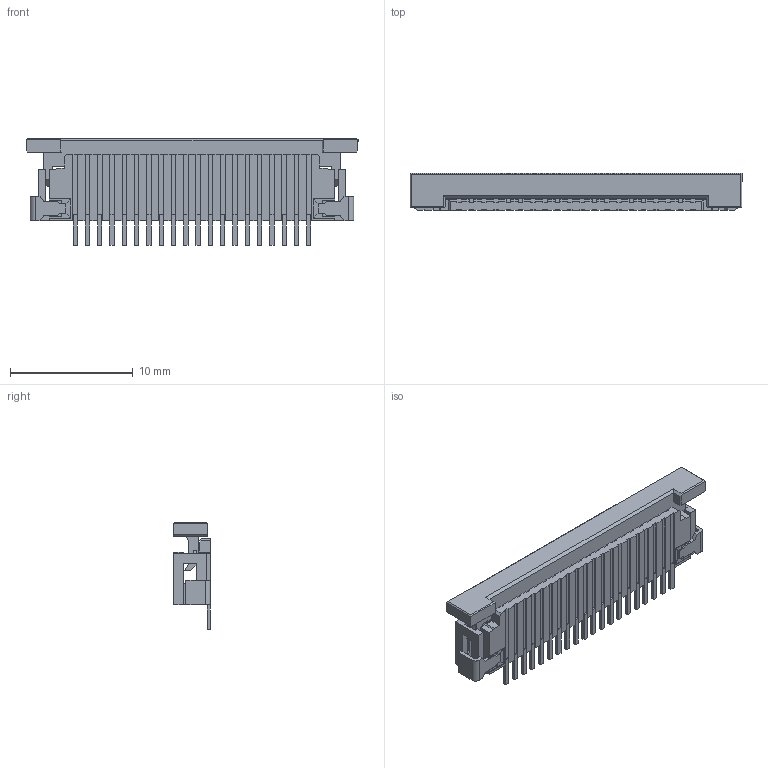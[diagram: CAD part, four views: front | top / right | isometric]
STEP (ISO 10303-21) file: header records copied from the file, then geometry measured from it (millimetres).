
FILE_DESCRIPTION (( 'STEP AP214' ), '1' );
FILE_NAME ('522712069.stp', '2011-10-02T20:13:56', ( 'maq1' ), ( '' ), 'SwSTEP 2.0', 'SolidWorks 2010', '' );
FILE_SCHEMA (( 'AUTOMOTIVE_DESIGN' ));
Length unit declared in the file: millimetre
Products named in the file (1): 522712069
Bounding box: 27 x 3 x 8.7 mm (x, y, z)
Volume: 307.4 mm3; surface area: 1227.5 mm2
Topology: 1 solids, 1 shells, 673 faces, 2217 edges, 1456 vertices
Faces by surface type: plane 665, cylinder 8
Entity records: 31360 total; most frequent: ORIENTED_EDGE 4434, CARTESIAN_POINT 4347, DIRECTION 3581, EDGE_CURVE 2217, VECTOR 2201, LINE 2201, VERTEX_POINT 1456, EDGE_LOOP 715
